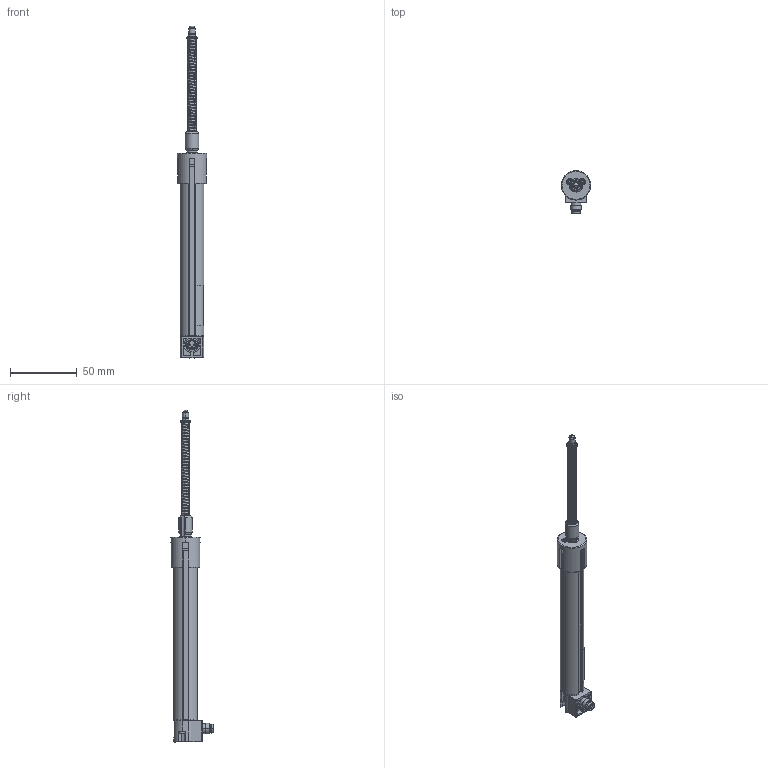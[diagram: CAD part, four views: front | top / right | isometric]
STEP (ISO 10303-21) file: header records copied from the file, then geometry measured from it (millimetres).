
FILE_DESCRIPTION (( 'STEP AP214' ), '1' );
FILE_NAME ('TEX-0100-428-002-101_retracted.STEP', '2014-07-07T09:39:12', ( 'dummy' ), ( 'Microsoft' ), 'SwSTEP 2.0', 'SolidWorks 2013', '' );
FILE_SCHEMA (( 'AUTOMOTIVE_DESIGN' ));
Length unit declared in the file: millimetre
Products named in the file (1): TEX-0100-428-002-101_retracted
Bounding box: 22 x 31.7 x 248.7 mm (x, y, z)
Surface area: 21395 mm2 (no closed solid volume)
Topology: 0 solids, 30 shells, 504 faces, 1719 edges, 1218 vertices
Faces by surface type: cylinder 187, plane 186, torus 50, bspline 43, cone 31, sphere 7
Entity records: 41009 total; most frequent: CARTESIAN_POINT 20957, DIRECTION 3162, ORIENTED_EDGE 2632, EDGE_CURVE 1714, VERTEX_POINT 1218, AXIS2_PLACEMENT_3D 1172, LINE 818, VECTOR 818
